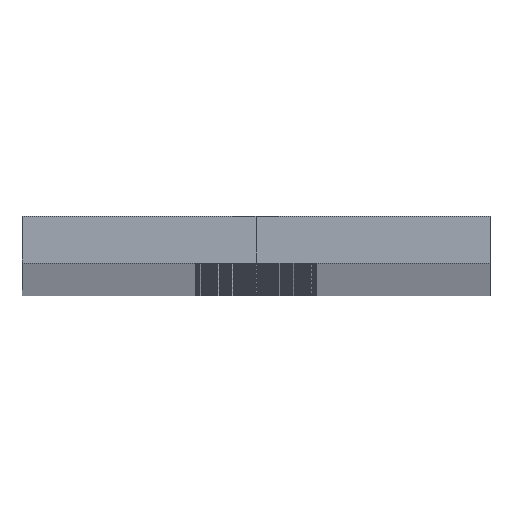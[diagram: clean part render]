
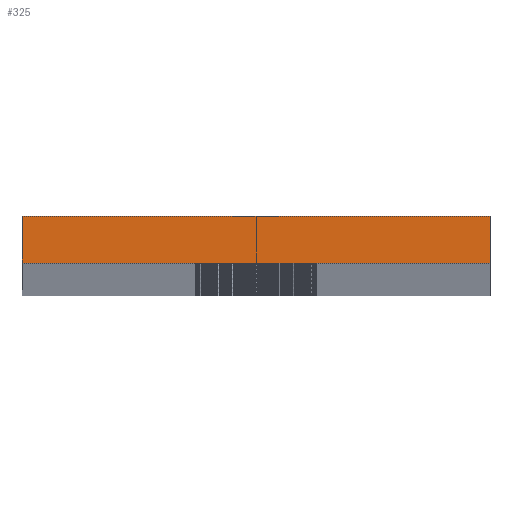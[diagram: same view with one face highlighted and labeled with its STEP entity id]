
A CAD part, top view. The second image highlights one B-rep face of the part: STEP entity #325.
In plain terms, the highlighted planar face has unit normal (0, 0, 1).
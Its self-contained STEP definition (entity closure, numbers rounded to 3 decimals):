
#78 = CARTESIAN_POINT ( 'NONE',  ( 25., -5., 0. ) ) ;
#100 = LINE ( 'NONE', #1165, #3656 ) ;
#145 = CARTESIAN_POINT ( 'NONE',  ( -25., 0., 0. ) ) ;
#218 = DIRECTION ( 'NONE',  ( 1., 0., 0. ) ) ;
#325 = ADVANCED_FACE ( 'NONE', ( #2532 ), #3121, .F. ) ;
#460 = VECTOR ( 'NONE', #218, 1000. ) ;
#525 = VERTEX_POINT ( 'NONE', #4088 ) ;
#1027 = AXIS2_PLACEMENT_3D ( 'NONE', #4755, #5778, #4209 ) ;
#1067 = LINE ( 'NONE', #2723, #3475 ) ;
#1165 = CARTESIAN_POINT ( 'NONE',  ( -25., -5., 0. ) ) ;
#1241 = LINE ( 'NONE', #145, #460 ) ;
#1253 = VECTOR ( 'NONE', #3028, 1000. ) ;
#1619 = CARTESIAN_POINT ( 'NONE',  ( -25., 0., 0. ) ) ;
#1827 = ORIENTED_EDGE ( 'NONE', *, *, #3027, .F. ) ;
#1984 = CARTESIAN_POINT ( 'NONE',  ( 25., 0., 0. ) ) ;
#2182 = EDGE_CURVE ( 'NONE', #3297, #6573, #1241, .T. ) ;
#2442 = EDGE_CURVE ( 'NONE', #525, #3339, #100, .T. ) ;
#2532 = FACE_OUTER_BOUND ( 'NONE', #5322, .T. ) ;
#2723 = CARTESIAN_POINT ( 'NONE',  ( 25., 0., 0. ) ) ;
#2751 = ORIENTED_EDGE ( 'NONE', *, *, #2442, .T. ) ;
#3027 = EDGE_CURVE ( 'NONE', #525, #3297, #5168, .T. ) ;
#3028 = DIRECTION ( 'NONE',  ( 0., 1., 0. ) ) ;
#3121 = PLANE ( 'NONE',  #1027 ) ;
#3297 = VERTEX_POINT ( 'NONE', #1619 ) ;
#3339 = VERTEX_POINT ( 'NONE', #78 ) ;
#3433 = CARTESIAN_POINT ( 'NONE',  ( -25., -5., 0. ) ) ;
#3475 = VECTOR ( 'NONE', #6737, 1000. ) ;
#3656 = VECTOR ( 'NONE', #4993, 1000. ) ;
#3709 = ORIENTED_EDGE ( 'NONE', *, *, #2182, .F. ) ;
#4088 = CARTESIAN_POINT ( 'NONE',  ( -25., -5., 0. ) ) ;
#4209 = DIRECTION ( 'NONE',  ( -1., 0., 0. ) ) ;
#4600 = ORIENTED_EDGE ( 'NONE', *, *, #6233, .F. ) ;
#4755 = CARTESIAN_POINT ( 'NONE',  ( 0., 0., 0. ) ) ;
#4993 = DIRECTION ( 'NONE',  ( 1., 0., 0. ) ) ;
#5168 = LINE ( 'NONE', #3433, #1253 ) ;
#5322 = EDGE_LOOP ( 'NONE', ( #2751, #4600, #3709, #1827 ) ) ;
#5778 = DIRECTION ( 'NONE',  ( 0., 0., -1. ) ) ;
#6233 = EDGE_CURVE ( 'NONE', #6573, #3339, #1067, .T. ) ;
#6573 = VERTEX_POINT ( 'NONE', #1984 ) ;
#6737 = DIRECTION ( 'NONE',  ( 0., -1., 0. ) ) ;
